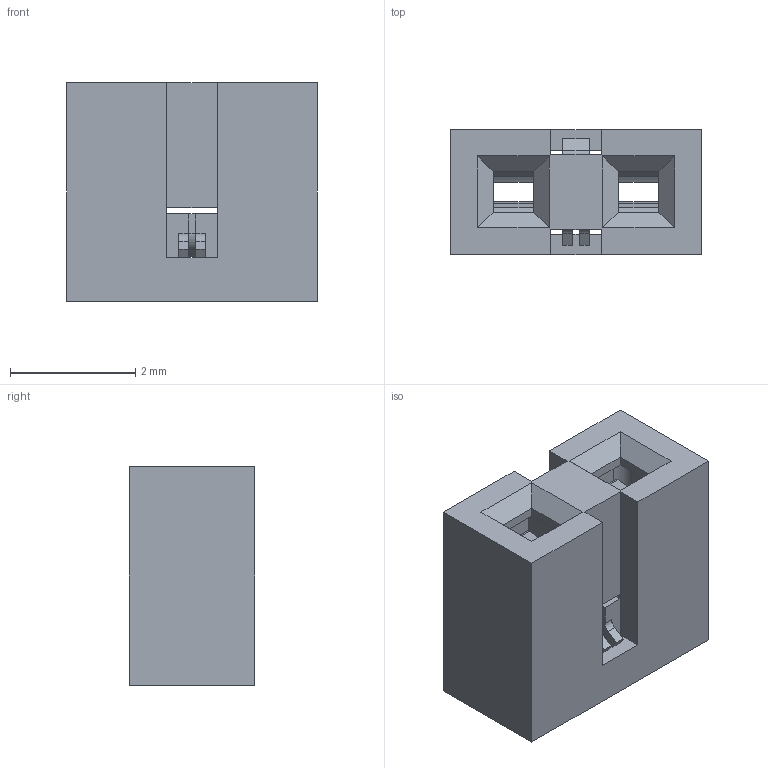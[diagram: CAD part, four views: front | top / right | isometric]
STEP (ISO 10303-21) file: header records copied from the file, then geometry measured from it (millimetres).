
FILE_DESCRIPTION((''),'2;1');
FILE_NAME('86730_ASM','2020-07-07T',('baoyy'),('AFCI'),'CREO PARAMETRIC BY PTC INC, 2016130','CREO PARAMETRIC BY PTC INC, 2016130','');
FILE_SCHEMA(('AUTOMOTIVE_DESIGN { 1 0 10303 214 1 1 1 1 }'));
Length unit declared in the file: millimetre
Products named in the file (3): 89129; 90096; 86730_ASM
Assembly tree (2 placements, depth 2):
  86730_ASM
    89129
    90096
Bounding box: 4 x 2 x 3.5 mm (x, y, z)
Volume: 17.4 mm3; surface area: 122.5 mm2
Topology: 2 solids, 2 shells, 220 faces, 569 edges, 350 vertices
Faces by surface type: plane 178, cylinder 42
Entity records: 9770 total; most frequent: CARTESIAN_POINT 1289, ORIENTED_EDGE 1138, DIRECTION 1079, PRESENTATION_STYLE_ASSIGNMENT 571, STYLED_ITEM 571, CURVE_STYLE 569, EDGE_CURVE 569, VECTOR 465
